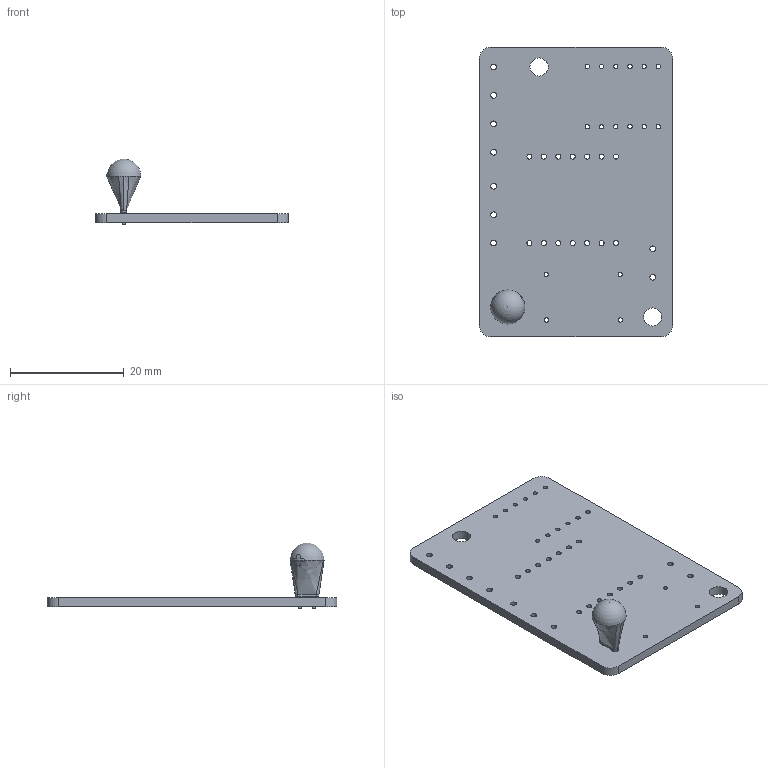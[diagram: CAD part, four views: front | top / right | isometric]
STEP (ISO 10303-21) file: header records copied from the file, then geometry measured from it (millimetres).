
FILE_DESCRIPTION(('KiCad electronic assembly'),'2;1');
FILE_NAME('bob.step','2026-02-03T13:30:21',('Pcbnew'),('Kicad'), 'Open CASCADE STEP processor 7.7','KiCad to STEP converter','Unknown' );
FILE_SCHEMA(('AUTOMOTIVE_DESIGN { 1 0 10303 214 1 1 1 1 }'));
Length unit declared in the file: millimetre
Products named in the file (4): bob 1; CP_Radial_Tantal_D6.0mm_P2.50mm; CP_Radial_Tantal_D60mm_P250mm; bob_PCB
Assembly tree (3 placements, depth 3):
  bob 1
    CP_Radial_Tantal_D6.0mm_P2.50mm
      CP_Radial_Tantal_D60mm_P250mm
    bob_PCB
Bounding box: 34 x 51 x 11.6 mm (x, y, z)
Volume: 2850.1 mm3; surface area: 4013.9 mm2
Topology: 2 solids, 2 shells, 116 faces, 331 edges, 220 vertices
Faces by surface type: cylinder 69, plane 35, bspline 7, sphere 3, torus 2
Full cylindrical faces by diameter (mm): 0.5 x2, 0.762 x16, 0.8 x2, 0.889 x14, 1 x9, 3.2 x2
Entity records: 7671 total; most frequent: CARTESIAN_POINT 3974, ORIENTED_EDGE 660, DIRECTION 633, EDGE_CURVE 330, AXIS2_PLACEMENT_3D 261, VERTEX_POINT 220, FACE_BOUND 204, EDGE_LOOP 204
